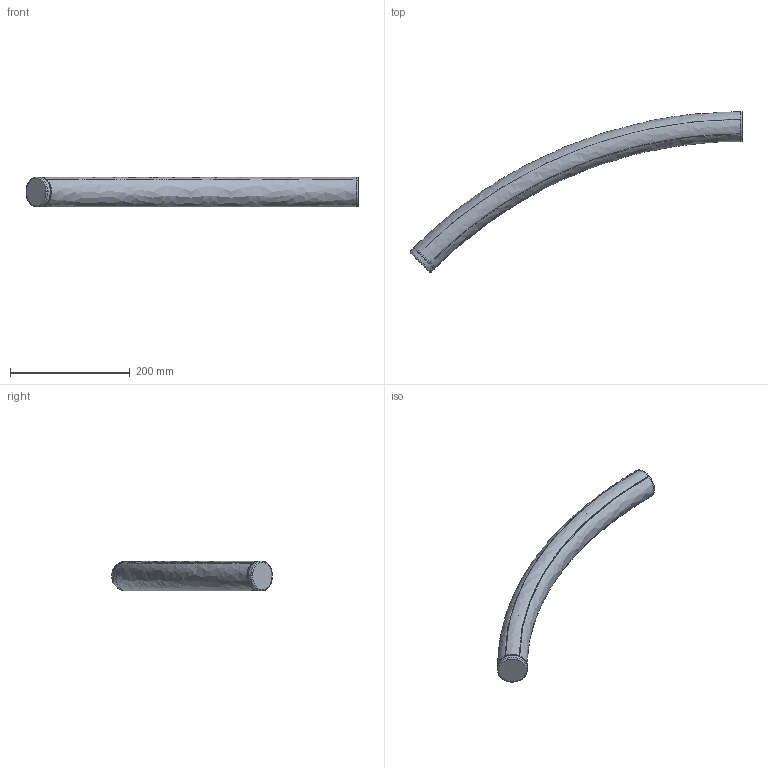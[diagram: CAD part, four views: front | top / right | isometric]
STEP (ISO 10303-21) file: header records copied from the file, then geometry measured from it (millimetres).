
FILE_DESCRIPTION(/* description */ (''),/* implementation_level */ '2;1');
FILE_NAME(/* name */ 'AoL-System-Suspension-Curve-45-SX-Terminal',/* time_stamp */ '2019-09-25T18:09:50+02:00',/* author */ (''),/* organization */ (''),/* preprocessor_version */ 'ST-DEVELOPER v15',/* originating_system */ '',/* authorisation */ '');
FILE_SCHEMA (('AUTOMOTIVE_DESIGN'));
Length unit declared in the file: millimetre
Products named in the file (1): Document
Bounding box: 553.98 x 268.29 x 50 mm (x, y, z)
Volume: 296045.5 mm3; surface area: 216470.2 mm2
Topology: 3 solids, 3 shells, 53 faces, 124 edges, 78 vertices
Faces by surface type: bspline 46, plane 7
Entity records: 2284 total; most frequent: CARTESIAN_POINT 1597, ORIENTED_EDGE 248, EDGE_CURVE 124, VERTEX_POINT 78, EDGE_LOOP 56, ADVANCED_FACE 53, FACE_OUTER_BOUND 53, B_SPLINE_CURVE_WITH_KNOTS 15
